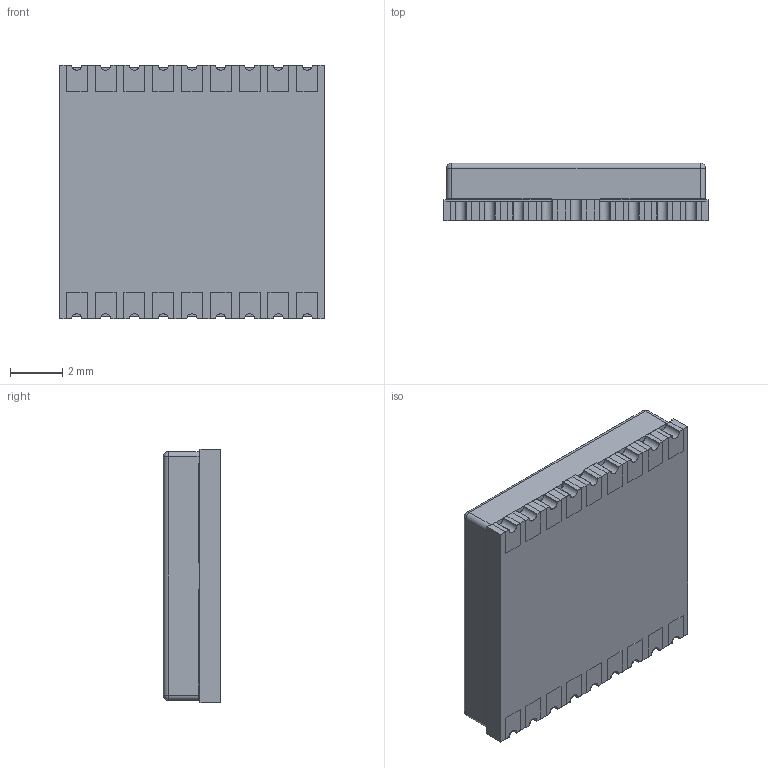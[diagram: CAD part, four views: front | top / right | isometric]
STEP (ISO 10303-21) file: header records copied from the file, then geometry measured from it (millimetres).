
FILE_DESCRIPTION (( 'STEP AP214' ), '1' );
FILE_NAME ('TESEO-LIV3FL.STEP', '2023-06-22T14:35:47', ( '' ), ( '' ), 'SwSTEP 2.0', 'SolidWorks 2021', '' );
FILE_SCHEMA (( 'AUTOMOTIVE_DESIGN' ));
Length unit declared in the file: millimetre
Products named in the file (1): TESEO-LIV3FL
Bounding box: 10.1 x 2.19 x 9.7 mm (x, y, z)
Volume: 209.8 mm3; surface area: 546.2 mm2
Topology: 20 solids, 20 shells, 249 faces, 619 edges, 406 vertices
Faces by surface type: plane 192, cylinder 53, sphere 4
Entity records: 9210 total; most frequent: CARTESIAN_POINT 1325, ORIENTED_EDGE 1230, DIRECTION 1193, EDGE_CURVE 615, LINE 501, VECTOR 501, VERTEX_POINT 406, AXIS2_PLACEMENT_3D 346
